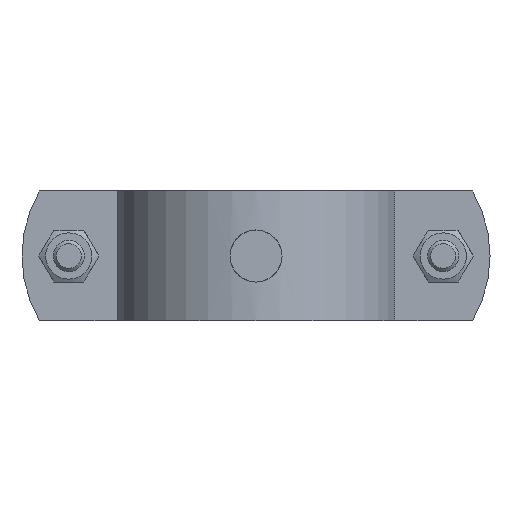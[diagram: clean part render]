
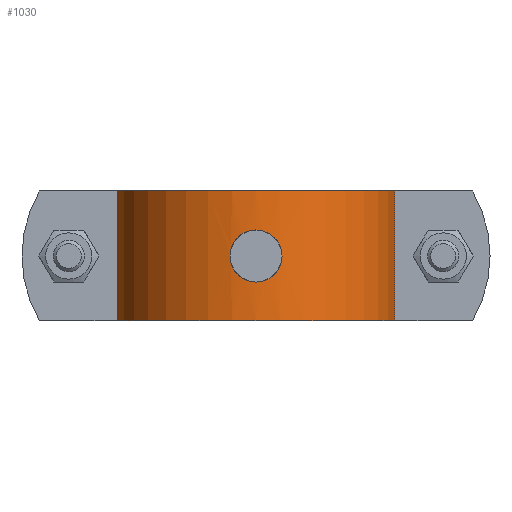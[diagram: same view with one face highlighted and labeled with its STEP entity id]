
A CAD part, front view. The second image highlights one B-rep face of the part: STEP entity #1030.
In plain terms, the highlighted cylindrical face has radius 27.15 mm (diameter 54.3 mm), a partial arc.
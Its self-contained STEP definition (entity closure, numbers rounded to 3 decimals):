
#588=CARTESIAN_POINT('',(5.0,26.686,0.));
#589=VERTEX_POINT('',#588);
#590=CARTESIAN_POINT('',(5.0,26.686,0.));
#591=CARTESIAN_POINT('',(5.0,26.686,0.552));
#592=CARTESIAN_POINT('',(4.904,26.704,1.137));
#593=CARTESIAN_POINT('',(4.707,26.739,1.687));
#594=CARTESIAN_POINT('',(4.552,26.766,2.118));
#595=CARTESIAN_POINT('',(4.337,26.803,2.528));
#596=CARTESIAN_POINT('',(4.077,26.842,2.895));
#597=CARTESIAN_POINT('',(3.927,26.865,3.106));
#598=CARTESIAN_POINT('',(3.763,26.889,3.302));
#599=CARTESIAN_POINT('',(3.59,26.912,3.481));
#600=CARTESIAN_POINT('',(3.418,26.935,3.657));
#601=CARTESIAN_POINT('',(3.233,26.958,3.823));
#602=CARTESIAN_POINT('',(3.03,26.98,3.977));
#603=CARTESIAN_POINT('',(2.589,27.03,4.313));
#604=CARTESIAN_POINT('',(2.075,27.076,4.584));
#605=CARTESIAN_POINT('',(1.535,27.107,4.759));
#606=CARTESIAN_POINT('',(1.144,27.129,4.885));
#607=CARTESIAN_POINT('',(0.74,27.143,4.961));
#608=CARTESIAN_POINT('',(0.346,27.148,4.988));
#609=CARTESIAN_POINT('',(0.069,27.151,5.007));
#610=CARTESIAN_POINT('',(-0.201,27.151,5.004));
#611=CARTESIAN_POINT('',(-0.479,27.146,4.977));
#612=CARTESIAN_POINT('',(-1.052,27.136,4.922));
#613=CARTESIAN_POINT('',(-1.637,27.106,4.761));
#614=CARTESIAN_POINT('',(-2.171,27.063,4.504));
#615=CARTESIAN_POINT('',(-2.511,27.036,4.34));
#616=CARTESIAN_POINT('',(-2.831,27.004,4.138));
#617=CARTESIAN_POINT('',(-3.118,26.97,3.909));
#618=CARTESIAN_POINT('',(-3.295,26.95,3.768));
#619=CARTESIAN_POINT('',(-3.457,26.929,3.619));
#620=CARTESIAN_POINT('',(-3.61,26.909,3.46));
#621=CARTESIAN_POINT('',(-4.001,26.856,3.051));
#622=CARTESIAN_POINT('',(-4.342,26.802,2.55));
#623=CARTESIAN_POINT('',(-4.582,26.761,2.002));
#624=CARTESIAN_POINT('',(-4.762,26.73,1.59));
#625=CARTESIAN_POINT('',(-4.886,26.707,1.151));
#626=CARTESIAN_POINT('',(-4.949,26.695,0.714));
#627=CARTESIAN_POINT('',(-4.982,26.689,0.484));
#628=CARTESIAN_POINT('',(-4.999,26.686,0.254));
#629=CARTESIAN_POINT('',(-5.,26.686,0.03));
#630=CARTESIAN_POINT('',(-5.001,26.685,-0.197));
#631=CARTESIAN_POINT('',(-4.987,26.688,-0.428));
#632=CARTESIAN_POINT('',(-4.956,26.694,-0.661));
#633=CARTESIAN_POINT('',(-4.879,26.708,-1.237));
#634=CARTESIAN_POINT('',(-4.696,26.742,-1.817));
#635=CARTESIAN_POINT('',(-4.419,26.788,-2.34));
#636=CARTESIAN_POINT('',(-4.248,26.816,-2.662));
#637=CARTESIAN_POINT('',(-4.043,26.848,-2.963));
#638=CARTESIAN_POINT('',(-3.815,26.881,-3.232));
#639=CARTESIAN_POINT('',(-3.624,26.908,-3.458));
#640=CARTESIAN_POINT('',(-3.42,26.935,-3.659));
#641=CARTESIAN_POINT('',(-3.192,26.962,-3.849));
#642=CARTESIAN_POINT('',(-2.75,27.014,-4.215));
#643=CARTESIAN_POINT('',(-2.224,27.065,-4.517));
#644=CARTESIAN_POINT('',(-1.664,27.099,-4.715));
#645=CARTESIAN_POINT('',(-1.171,27.129,-4.889));
#646=CARTESIAN_POINT('',(-0.652,27.147,-4.982));
#647=CARTESIAN_POINT('',(-0.153,27.15,-4.998));
#648=CARTESIAN_POINT('',(0.049,27.151,-5.004));
#649=CARTESIAN_POINT('',(0.249,27.15,-4.998));
#650=CARTESIAN_POINT('',(0.453,27.146,-4.979));
#651=CARTESIAN_POINT('',(1.022,27.137,-4.928));
#652=CARTESIAN_POINT('',(1.604,27.108,-4.772));
#653=CARTESIAN_POINT('',(2.136,27.066,-4.521));
#654=CARTESIAN_POINT('',(2.505,27.037,-4.346));
#655=CARTESIAN_POINT('',(2.851,27.002,-4.127));
#656=CARTESIAN_POINT('',(3.158,26.966,-3.877));
#657=CARTESIAN_POINT('',(3.414,26.936,-3.668));
#658=CARTESIAN_POINT('',(3.641,26.906,-3.443));
#659=CARTESIAN_POINT('',(3.851,26.875,-3.189));
#660=CARTESIAN_POINT('',(4.217,26.823,-2.747));
#661=CARTESIAN_POINT('',(4.519,26.772,-2.221));
#662=CARTESIAN_POINT('',(4.716,26.737,-1.662));
#663=CARTESIAN_POINT('',(4.907,26.704,-1.119));
#664=CARTESIAN_POINT('',(5.0,26.686,-0.544));
#665=CARTESIAN_POINT('',(5.0,26.686,0.));
#666=B_SPLINE_CURVE_WITH_KNOTS('',3,(#590,#591,#592,#593,#594,#595,#596,#597,#598,#599,#600,#601,#602,#603,#604,#605,#606,#607,#608,#609,#610,#611,#612,#613,#614,#615,#616,#617,#618,#619,#620,#621,#622,#623,#624,#625,#626,#627,#628,#629,#630,#631,#632,#633,#634,#635,#636,#637,#638,#639,#640,#641,#642,#643,#644,#645,#646,#647,#648,#649,#650,#651,#652,#653,#654,#655,#656,#657,#658,#659,#660,#661,#662,#663,#664,#665),.UNSPECIFIED.,.T.,.U.,(4,3,3,3,3,3,3,3,3,3,3,3,3,3,3,3,3,3,3,3,3,3,3,3,3,4),(0.0,0.166,0.295,0.37,0.444,0.605,0.721,0.802,0.971,1.078,1.143,1.313,1.44,1.508,1.575,1.744,1.847,1.934,2.102,2.25,2.31,2.477,2.593,2.69,2.858,3.021),.UNSPECIFIED.);
#667=EDGE_CURVE('',#589,#589,#666,.T.);
#848=CARTESIAN_POINT('',(26.686,5.0,12.5));
#849=VERTEX_POINT('',#848);
#856=CARTESIAN_POINT('',(-26.686,5.0,12.5));
#857=VERTEX_POINT('',#856);
#858=CARTESIAN_POINT('',(0.0,0.0,12.5));
#859=DIRECTION('',(0.0,0.0,-1.0));
#860=DIRECTION('',(-0.983,-0.184,0.0));
#861=AXIS2_PLACEMENT_3D('',#858,#859,#860);
#862=CIRCLE('',#861,27.15);
#863=EDGE_CURVE('',#857,#849,#862,.T.);
#903=CARTESIAN_POINT('',(26.686,5.0,-12.5));
#904=VERTEX_POINT('',#903);
#911=CARTESIAN_POINT('',(26.686,5.0,12.5));
#912=DIRECTION('',(0.0,0.0,-1.0));
#913=VECTOR('',#912,25.0);
#914=LINE('',#911,#913);
#915=EDGE_CURVE('',#849,#904,#914,.T.);
#992=CARTESIAN_POINT('',(-26.686,5.0,-12.5));
#993=VERTEX_POINT('',#992);
#1000=CARTESIAN_POINT('',(0.0,0.0,-12.5));
#1001=DIRECTION('',(0.0,0.0,1.0));
#1002=DIRECTION('',(-0.983,-0.184,0.0));
#1003=AXIS2_PLACEMENT_3D('',#1000,#1001,#1002);
#1004=CIRCLE('',#1003,27.15);
#1005=EDGE_CURVE('',#904,#993,#1004,.T.);
#1011=CARTESIAN_POINT('',(0.0,0.0,0.0));
#1012=DIRECTION('',(0.0,0.0,1.0));
#1013=DIRECTION('',(-0.983,-0.184,0.0));
#1014=AXIS2_PLACEMENT_3D('',#1011,#1012,#1013);
#1015=CYLINDRICAL_SURFACE('',#1014,27.15);
#1016=ORIENTED_EDGE('',*,*,#863,.T.);
#1017=ORIENTED_EDGE('',*,*,#915,.T.);
#1018=ORIENTED_EDGE('',*,*,#1005,.T.);
#1019=CARTESIAN_POINT('',(-26.686,5.0,12.5));
#1020=DIRECTION('',(0.0,0.0,-1.0));
#1021=VECTOR('',#1020,25.0);
#1022=LINE('',#1019,#1021);
#1023=EDGE_CURVE('',#857,#993,#1022,.T.);
#1024=ORIENTED_EDGE('',*,*,#1023,.F.);
#1025=EDGE_LOOP('',(#1016,#1017,#1018,#1024));
#1026=FACE_OUTER_BOUND('',#1025,.T.);
#1027=ORIENTED_EDGE('',*,*,#667,.T.);
#1028=EDGE_LOOP('',(#1027));
#1029=FACE_BOUND('',#1028,.T.);
#1030=ADVANCED_FACE('',(#1026,#1029),#1015,.T.);
